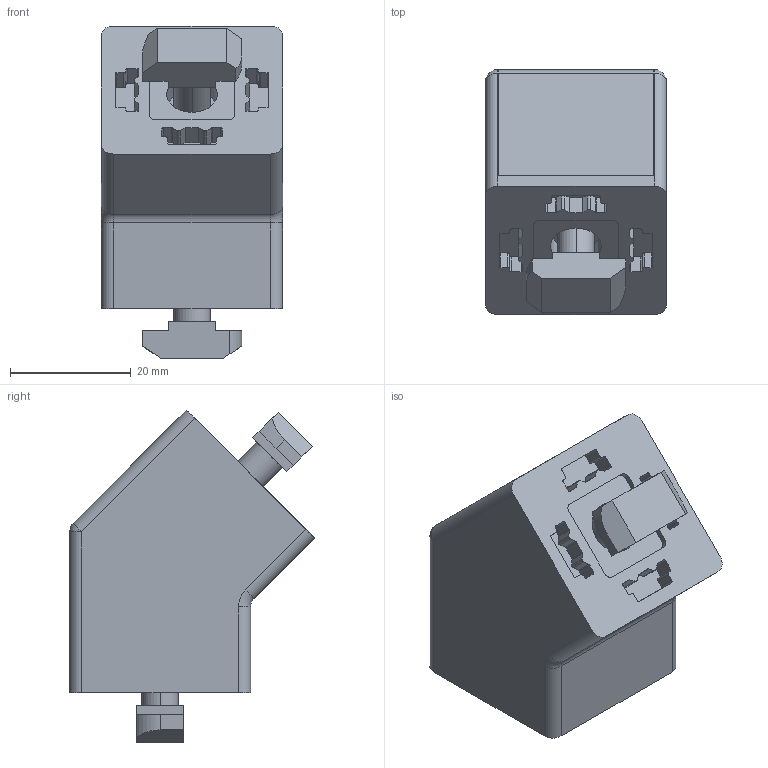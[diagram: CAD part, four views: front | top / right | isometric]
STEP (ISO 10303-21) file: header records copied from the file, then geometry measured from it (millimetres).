
FILE_DESCRIPTION (( 'STEP AP203' ), '1' );
FILE_NAME ('3_842_518_426_Bosch.step', '2024-06-10T06:22:14', ( '' ), ( '' ), 'SwSTEP 2.0', 'SolidWorks 2014', '' );
FILE_SCHEMA (( 'CONFIG_CONTROL_DESIGN' ));
Length unit declared in the file: millimetre
Products named in the file (3): Part-1; 3_842_518_426_Bosch; Part-2
Assembly tree (2 placements, depth 2):
  3_842_518_426_Bosch
    Part-1
    Part-2
Bounding box: 30 x 40.59 x 55 mm (x, y, z)
Volume: 20219.5 mm3; surface area: 15452.9 mm2
Topology: 2 solids, 2 shells, 409 faces, 1123 edges, 744 vertices
Faces by surface type: plane 230, cylinder 175, torus 2, sphere 2
Entity records: 13348 total; most frequent: CARTESIAN_POINT 2389, DIRECTION 2257, ORIENTED_EDGE 2246, EDGE_CURVE 1123, VECTOR 761, LINE 761, AXIS2_PLACEMENT_3D 748, VERTEX_POINT 744
